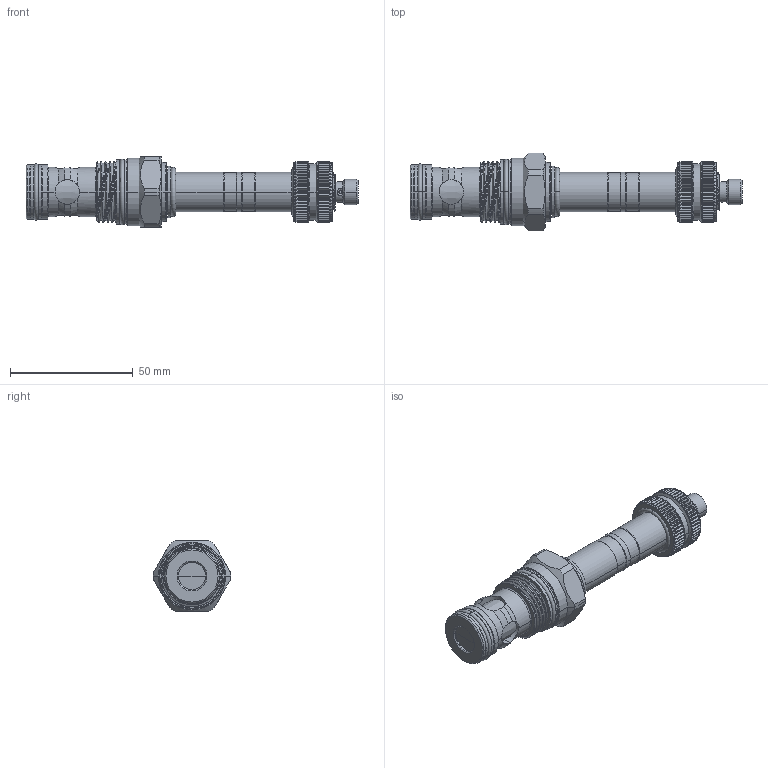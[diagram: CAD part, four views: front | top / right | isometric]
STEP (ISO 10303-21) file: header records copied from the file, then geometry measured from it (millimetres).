
FILE_DESCRIPTION (( 'STEP AP203' ), '1' );
FILE_NAME ('EP05A2C03M05.STEP', '2025-04-18T03:59:52', ( '' ), ( '' ), 'SwSTEP 2.0', 'SolidWorks 2018', '' );
FILE_SCHEMA (( 'CONFIG_CONTROL_DESIGN' ));
Products named in the file (1): EP05A2C03M05
Bounding box: 135.05 x 31.6 x 28.57 mm (x, y, z)
Volume: 43930.2 mm3; surface area: 12532.1 mm2
Topology: 2 solids, 2 shells, 1011 faces, 2672 edges, 1686 vertices
Faces by surface type: cylinder 435, plane 357, cone 187, torus 17, bspline 13, sphere 2
Entity records: 38588 total; most frequent: CARTESIAN_POINT 14735, ORIENTED_EDGE 5330, DIRECTION 4631, EDGE_CURVE 2665, AXIS2_PLACEMENT_3D 1853, VERTEX_POINT 1683, EDGE_LOOP 1036, FACE_OUTER_BOUND 1011
